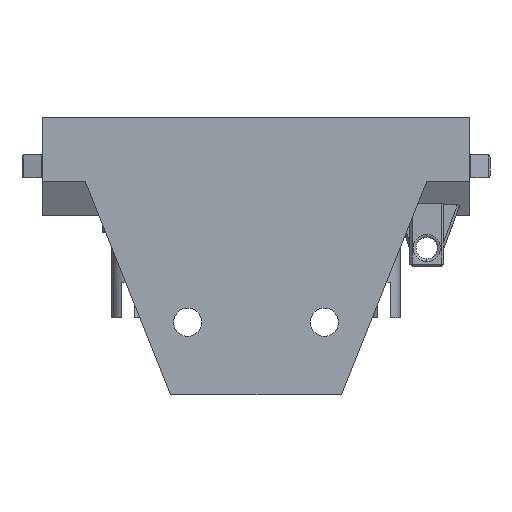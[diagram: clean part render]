
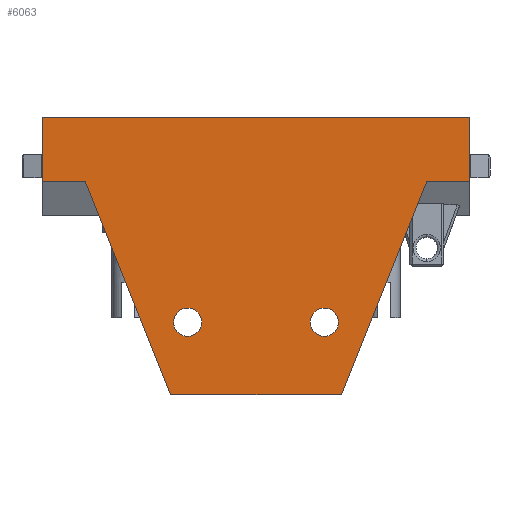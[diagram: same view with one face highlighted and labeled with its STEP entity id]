
A CAD part, front view. The second image highlights one B-rep face of the part: STEP entity #6063.
In plain terms, the highlighted planar face has unit normal (0, -1, 0).
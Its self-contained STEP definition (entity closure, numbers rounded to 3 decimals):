
#141 = CARTESIAN_POINT ( 'NONE',  ( -25., -60., 7.5 ) ) ;
#419 = DIRECTION ( 'NONE',  ( 1., 0., 0. ) ) ;
#477 = CARTESIAN_POINT ( 'NONE',  ( 10., -60., -25. ) ) ;
#632 = DIRECTION ( 'NONE',  ( 0., 0., -1. ) ) ;
#702 = CARTESIAN_POINT ( 'NONE',  ( 25., -60., 7.5 ) ) ;
#931 = ORIENTED_EDGE ( 'NONE', *, *, #9124, .T. ) ;
#1021 = LINE ( 'NONE', #10328, #9363 ) ;
#1082 = VECTOR ( 'NONE', #8405, 1000. ) ;
#1406 = CARTESIAN_POINT ( 'NONE',  ( -10., -60., -25. ) ) ;
#1535 = CARTESIAN_POINT ( 'NONE',  ( -6.35, -60., -16.5 ) ) ;
#1577 = VERTEX_POINT ( 'NONE', #8604 ) ;
#1587 = EDGE_CURVE ( 'NONE', #2880, #2979, #8731, .T. ) ;
#1630 = DIRECTION ( 'NONE',  ( 0., 1., 0. ) ) ;
#1883 = VERTEX_POINT ( 'NONE', #1535 ) ;
#1892 = CARTESIAN_POINT ( 'NONE',  ( -9.65, -60., -16.5 ) ) ;
#2008 = DIRECTION ( 'NONE',  ( 0., 0., -1. ) ) ;
#2529 = VECTOR ( 'NONE', #419, 1000. ) ;
#2717 = CIRCLE ( 'NONE', #10355, 1.65 ) ;
#2829 = CARTESIAN_POINT ( 'NONE',  ( 25., -60., 0. ) ) ;
#2880 = VERTEX_POINT ( 'NONE', #1406 ) ;
#2979 = VERTEX_POINT ( 'NONE', #477 ) ;
#2996 = EDGE_CURVE ( 'NONE', #4395, #5064, #11533, .T. ) ;
#3008 = LINE ( 'NONE', #141, #4896 ) ;
#3009 = EDGE_CURVE ( 'NONE', #5292, #2880, #5640, .T. ) ;
#3224 = CIRCLE ( 'NONE', #11295, 1.65 ) ;
#3453 = VECTOR ( 'NONE', #12718, 1000. ) ;
#4179 = VECTOR ( 'NONE', #5799, 1000. ) ;
#4344 = FACE_OUTER_BOUND ( 'NONE', #4609, .T. ) ;
#4395 = VERTEX_POINT ( 'NONE', #9373 ) ;
#4479 = VECTOR ( 'NONE', #12593, 1000. ) ;
#4609 = EDGE_LOOP ( 'NONE', ( #8871, #11957, #8617, #11455, #931, #10894, #5630, #6571 ) ) ;
#4676 = PLANE ( 'NONE',  #5720 ) ;
#4813 = LINE ( 'NONE', #6056, #4179 ) ;
#4896 = VECTOR ( 'NONE', #2008, 1000. ) ;
#4968 = EDGE_CURVE ( 'NONE', #1577, #7303, #5679, .T. ) ;
#5060 = DIRECTION ( 'NONE',  ( 0., -1., 0. ) ) ;
#5064 = VERTEX_POINT ( 'NONE', #11080 ) ;
#5270 = EDGE_LOOP ( 'NONE', ( #6407, #8995 ) ) ;
#5292 = VERTEX_POINT ( 'NONE', #12969 ) ;
#5449 = EDGE_CURVE ( 'NONE', #12209, #1883, #11393, .T. ) ;
#5630 = ORIENTED_EDGE ( 'NONE', *, *, #7558, .F. ) ;
#5640 = LINE ( 'NONE', #11778, #3453 ) ;
#5679 = LINE ( 'NONE', #702, #8619 ) ;
#5720 = AXIS2_PLACEMENT_3D ( 'NONE', #11003, #1630, #8751 ) ;
#5799 = DIRECTION ( 'NONE',  ( 0.371, 0., 0.928 ) ) ;
#6056 = CARTESIAN_POINT ( 'NONE',  ( 20., -60., 0. ) ) ;
#6063 = ADVANCED_FACE ( 'NONE', ( #4344, #7408, #8874 ), #4676, .F. ) ;
#6407 = ORIENTED_EDGE ( 'NONE', *, *, #9428, .F. ) ;
#6571 = ORIENTED_EDGE ( 'NONE', *, *, #8940, .T. ) ;
#7303 = VERTEX_POINT ( 'NONE', #2829 ) ;
#7343 = AXIS2_PLACEMENT_3D ( 'NONE', #10166, #11178, #11113 ) ;
#7359 = ORIENTED_EDGE ( 'NONE', *, *, #2996, .F. ) ;
#7393 = EDGE_CURVE ( 'NONE', #12259, #5292, #1021, .T. ) ;
#7408 = FACE_BOUND ( 'NONE', #5270, .T. ) ;
#7450 = LINE ( 'NONE', #9522, #4479 ) ;
#7504 = DIRECTION ( 'NONE',  ( 1., 0., 0. ) ) ;
#7558 = EDGE_CURVE ( 'NONE', #7827, #1577, #11400, .T. ) ;
#7668 = CARTESIAN_POINT ( 'NONE',  ( 20., -60., 0. ) ) ;
#7827 = VERTEX_POINT ( 'NONE', #8456 ) ;
#8342 = CARTESIAN_POINT ( 'NONE',  ( 0., -60., 7.5 ) ) ;
#8405 = DIRECTION ( 'NONE',  ( 1., 0., 0. ) ) ;
#8456 = CARTESIAN_POINT ( 'NONE',  ( -25., -60., 7.5 ) ) ;
#8590 = DIRECTION ( 'NONE',  ( 1., 0., 0. ) ) ;
#8604 = CARTESIAN_POINT ( 'NONE',  ( 25., -60., 7.5 ) ) ;
#8617 = ORIENTED_EDGE ( 'NONE', *, *, #1587, .T. ) ;
#8619 = VECTOR ( 'NONE', #632, 1000. ) ;
#8653 = CARTESIAN_POINT ( 'NONE',  ( 8., -60., -16.5 ) ) ;
#8731 = LINE ( 'NONE', #11791, #2529 ) ;
#8751 = DIRECTION ( 'NONE',  ( -1., 0., 0. ) ) ;
#8777 = DIRECTION ( 'NONE',  ( 0., -1., 0. ) ) ;
#8871 = ORIENTED_EDGE ( 'NONE', *, *, #7393, .T. ) ;
#8874 = FACE_BOUND ( 'NONE', #9772, .T. ) ;
#8940 = EDGE_CURVE ( 'NONE', #7827, #12259, #3008, .T. ) ;
#8995 = ORIENTED_EDGE ( 'NONE', *, *, #5449, .F. ) ;
#9072 = DIRECTION ( 'NONE',  ( 1., 0., 0. ) ) ;
#9122 = DIRECTION ( 'NONE',  ( 1., 0., 0. ) ) ;
#9124 = EDGE_CURVE ( 'NONE', #12458, #7303, #7450, .T. ) ;
#9179 = AXIS2_PLACEMENT_3D ( 'NONE', #8653, #8777, #8590 ) ;
#9363 = VECTOR ( 'NONE', #9072, 1000. ) ;
#9373 = CARTESIAN_POINT ( 'NONE',  ( 6.35, -60., -16.5 ) ) ;
#9428 = EDGE_CURVE ( 'NONE', #1883, #12209, #3224, .T. ) ;
#9503 = CARTESIAN_POINT ( 'NONE',  ( -8., -60., -16.5 ) ) ;
#9522 = CARTESIAN_POINT ( 'NONE',  ( 0., -60., 0. ) ) ;
#9720 = ORIENTED_EDGE ( 'NONE', *, *, #12727, .F. ) ;
#9772 = EDGE_LOOP ( 'NONE', ( #9720, #7359 ) ) ;
#10166 = CARTESIAN_POINT ( 'NONE',  ( -8., -60., -16.5 ) ) ;
#10328 = CARTESIAN_POINT ( 'NONE',  ( 0., -60., 0. ) ) ;
#10355 = AXIS2_PLACEMENT_3D ( 'NONE', #11329, #5060, #9122 ) ;
#10894 = ORIENTED_EDGE ( 'NONE', *, *, #4968, .F. ) ;
#11003 = CARTESIAN_POINT ( 'NONE',  ( 0., -60., 7.5 ) ) ;
#11080 = CARTESIAN_POINT ( 'NONE',  ( 9.65, -60., -16.5 ) ) ;
#11113 = DIRECTION ( 'NONE',  ( 1., 0., 0. ) ) ;
#11178 = DIRECTION ( 'NONE',  ( 0., -1., 0. ) ) ;
#11295 = AXIS2_PLACEMENT_3D ( 'NONE', #9503, #12505, #7504 ) ;
#11329 = CARTESIAN_POINT ( 'NONE',  ( 8., -60., -16.5 ) ) ;
#11393 = CIRCLE ( 'NONE', #7343, 1.65 ) ;
#11400 = LINE ( 'NONE', #8342, #1082 ) ;
#11455 = ORIENTED_EDGE ( 'NONE', *, *, #12110, .T. ) ;
#11533 = CIRCLE ( 'NONE', #9179, 1.65 ) ;
#11778 = CARTESIAN_POINT ( 'NONE',  ( -10., -60., -25. ) ) ;
#11791 = CARTESIAN_POINT ( 'NONE',  ( 10., -60., -25. ) ) ;
#11957 = ORIENTED_EDGE ( 'NONE', *, *, #3009, .T. ) ;
#12110 = EDGE_CURVE ( 'NONE', #2979, #12458, #4813, .T. ) ;
#12209 = VERTEX_POINT ( 'NONE', #1892 ) ;
#12259 = VERTEX_POINT ( 'NONE', #12334 ) ;
#12334 = CARTESIAN_POINT ( 'NONE',  ( -25., -60., 0. ) ) ;
#12458 = VERTEX_POINT ( 'NONE', #7668 ) ;
#12505 = DIRECTION ( 'NONE',  ( 0., -1., 0. ) ) ;
#12593 = DIRECTION ( 'NONE',  ( 1., 0., 0. ) ) ;
#12718 = DIRECTION ( 'NONE',  ( 0.371, 0., -0.928 ) ) ;
#12727 = EDGE_CURVE ( 'NONE', #5064, #4395, #2717, .T. ) ;
#12969 = CARTESIAN_POINT ( 'NONE',  ( -20., -60., 0. ) ) ;
